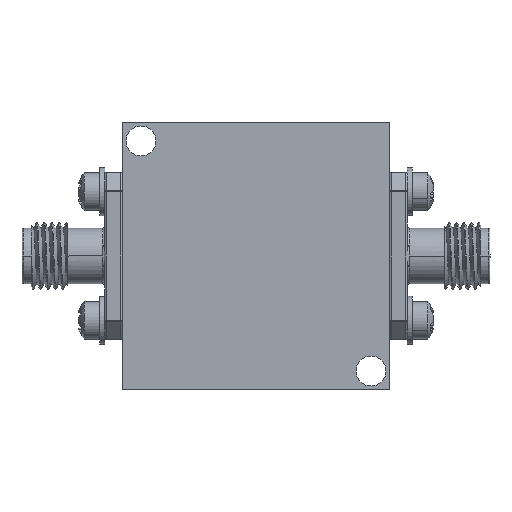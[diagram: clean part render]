
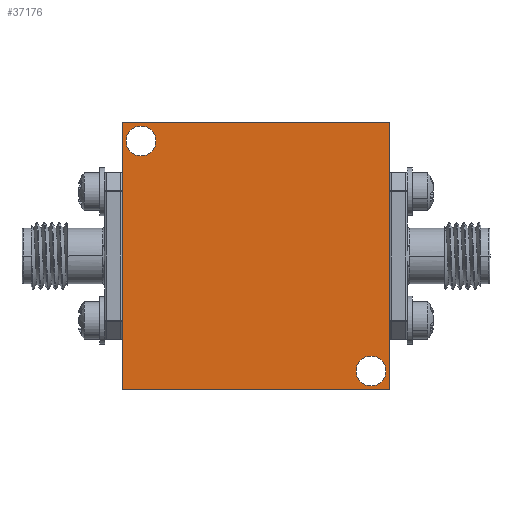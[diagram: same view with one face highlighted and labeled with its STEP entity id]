
A CAD part, front view. The second image highlights one B-rep face of the part: STEP entity #37176.
In plain terms, the highlighted planar face has unit normal (0, -1, 0).
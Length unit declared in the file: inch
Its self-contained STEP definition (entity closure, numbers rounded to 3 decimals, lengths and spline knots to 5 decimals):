
#235 = DIRECTION ( 'NONE',  ( 0., 1., 0. ) ) ;
#326 = ORIENTED_EDGE ( 'NONE', *, *, #41277, .F. ) ;
#604 = CARTESIAN_POINT ( 'NONE',  ( 0.068, -0.369, -0.068 ) ) ;
#684 = DIRECTION ( 'NONE',  ( 0., 1., 0. ) ) ;
#912 = ORIENTED_EDGE ( 'NONE', *, *, #16076, .T. ) ;
#2381 = VERTEX_POINT ( 'NONE', #29669 ) ;
#2893 = EDGE_CURVE ( 'NONE', #16824, #37025, #12911, .T. ) ;
#3598 = FACE_BOUND ( 'NONE', #14807, .T. ) ;
#3762 = CARTESIAN_POINT ( 'NONE',  ( 0.928, -0.369, -0.872 ) ) ;
#3819 = CARTESIAN_POINT ( 'NONE',  ( 0.928, -0.369, -0.928 ) ) ;
#3874 = CARTESIAN_POINT ( 'NONE',  ( 0.998, -0.369, -0.998 ) ) ;
#6457 = AXIS2_PLACEMENT_3D ( 'NONE', #35095, #684, #13467 ) ;
#7656 = ORIENTED_EDGE ( 'NONE', *, *, #32285, .F. ) ;
#7745 = VECTOR ( 'NONE', #22946, 39.37008 ) ;
#10012 = EDGE_LOOP ( 'NONE', ( #326, #38794, #7656, #15370 ) ) ;
#10725 = CARTESIAN_POINT ( 'NONE',  ( -0.002, -0.369, 0.002 ) ) ;
#11239 = VECTOR ( 'NONE', #12244, 39.37008 ) ;
#12244 = DIRECTION ( 'NONE',  ( 0., 0., 1. ) ) ;
#12497 = VERTEX_POINT ( 'NONE', #27666 ) ;
#12911 = LINE ( 'NONE', #16067, #19841 ) ;
#13467 = DIRECTION ( 'NONE',  ( 0., 0., 1. ) ) ;
#14033 = VECTOR ( 'NONE', #27240, 39.37008 ) ;
#14807 = EDGE_LOOP ( 'NONE', ( #28226, #21294 ) ) ;
#15370 = ORIENTED_EDGE ( 'NONE', *, *, #2893, .F. ) ;
#15403 = LINE ( 'NONE', #41012, #11239 ) ;
#16010 = EDGE_LOOP ( 'NONE', ( #912, #31572 ) ) ;
#16067 = CARTESIAN_POINT ( 'NONE',  ( -0.002, -0.369, 0.002 ) ) ;
#16076 = EDGE_CURVE ( 'NONE', #40722, #2381, #35889, .T. ) ;
#16258 = CARTESIAN_POINT ( 'NONE',  ( 0.928, -0.369, -0.928 ) ) ;
#16579 = EDGE_CURVE ( 'NONE', #12497, #35661, #16848, .T. ) ;
#16824 = VERTEX_POINT ( 'NONE', #10725 ) ;
#16848 = LINE ( 'NONE', #3874, #7745 ) ;
#16949 = DIRECTION ( 'NONE',  ( 0., 1., 0. ) ) ;
#17146 = CARTESIAN_POINT ( 'NONE',  ( 0.068, -0.369, -0.012 ) ) ;
#17386 = CARTESIAN_POINT ( 'NONE',  ( 0.998, -0.369, 0.002 ) ) ;
#18017 = AXIS2_PLACEMENT_3D ( 'NONE', #3819, #235, #35518 ) ;
#18328 = CARTESIAN_POINT ( 'NONE',  ( -0.002, -0.369, -0.998 ) ) ;
#18482 = CARTESIAN_POINT ( 'NONE',  ( 0.998, -0.369, 0.002 ) ) ;
#19841 = VECTOR ( 'NONE', #38522, 39.37008 ) ;
#20118 = CIRCLE ( 'NONE', #32167, 0.056 ) ;
#21294 = ORIENTED_EDGE ( 'NONE', *, *, #38709, .T. ) ;
#22946 = DIRECTION ( 'NONE',  ( -1., 0., 0. ) ) ;
#23084 = FACE_OUTER_BOUND ( 'NONE', #10012, .T. ) ;
#23115 = AXIS2_PLACEMENT_3D ( 'NONE', #604, #16949, #32917 ) ;
#24043 = CARTESIAN_POINT ( 'NONE',  ( 0.928, -0.369, -0.984 ) ) ;
#24562 = CIRCLE ( 'NONE', #6457, 0.056 ) ;
#25100 = EDGE_CURVE ( 'NONE', #37823, #38926, #40810, .T. ) ;
#27034 = EDGE_CURVE ( 'NONE', #2381, #40722, #24562, .T. ) ;
#27240 = DIRECTION ( 'NONE',  ( 0., 0., -1. ) ) ;
#27666 = CARTESIAN_POINT ( 'NONE',  ( 0.998, -0.369, -0.998 ) ) ;
#28226 = ORIENTED_EDGE ( 'NONE', *, *, #25100, .T. ) ;
#29399 = CARTESIAN_POINT ( 'NONE',  ( 0., -0.369, 0. ) ) ;
#29669 = CARTESIAN_POINT ( 'NONE',  ( 0.068, -0.369, -0.124 ) ) ;
#31572 = ORIENTED_EDGE ( 'NONE', *, *, #27034, .T. ) ;
#31809 = DIRECTION ( 'NONE',  ( 0., 0., 1. ) ) ;
#32103 = AXIS2_PLACEMENT_3D ( 'NONE', #29399, #38833, #36512 ) ;
#32167 = AXIS2_PLACEMENT_3D ( 'NONE', #16258, #41058, #31809 ) ;
#32285 = EDGE_CURVE ( 'NONE', #37025, #12497, #33955, .T. ) ;
#32917 = DIRECTION ( 'NONE',  ( 0., 0., 1. ) ) ;
#33955 = LINE ( 'NONE', #17386, #14033 ) ;
#35095 = CARTESIAN_POINT ( 'NONE',  ( 0.068, -0.369, -0.068 ) ) ;
#35518 = DIRECTION ( 'NONE',  ( 0., 0., 1. ) ) ;
#35661 = VERTEX_POINT ( 'NONE', #18328 ) ;
#35889 = CIRCLE ( 'NONE', #23115, 0.056 ) ;
#36118 = FACE_BOUND ( 'NONE', #16010, .T. ) ;
#36315 = PLANE ( 'NONE',  #32103 ) ;
#36512 = DIRECTION ( 'NONE',  ( 0., 0., 1. ) ) ;
#37025 = VERTEX_POINT ( 'NONE', #18482 ) ;
#37176 = ADVANCED_FACE ( 'NONE', ( #3598, #36118, #23084 ), #36315, .F. ) ;
#37823 = VERTEX_POINT ( 'NONE', #3762 ) ;
#38522 = DIRECTION ( 'NONE',  ( 1., 0., 0. ) ) ;
#38709 = EDGE_CURVE ( 'NONE', #38926, #37823, #20118, .T. ) ;
#38794 = ORIENTED_EDGE ( 'NONE', *, *, #16579, .F. ) ;
#38833 = DIRECTION ( 'NONE',  ( 0., 1., 0. ) ) ;
#38926 = VERTEX_POINT ( 'NONE', #24043 ) ;
#40722 = VERTEX_POINT ( 'NONE', #17146 ) ;
#40810 = CIRCLE ( 'NONE', #18017, 0.056 ) ;
#41012 = CARTESIAN_POINT ( 'NONE',  ( -0.002, -0.369, -0.998 ) ) ;
#41058 = DIRECTION ( 'NONE',  ( 0., 1., 0. ) ) ;
#41277 = EDGE_CURVE ( 'NONE', #35661, #16824, #15403, .T. ) ;
